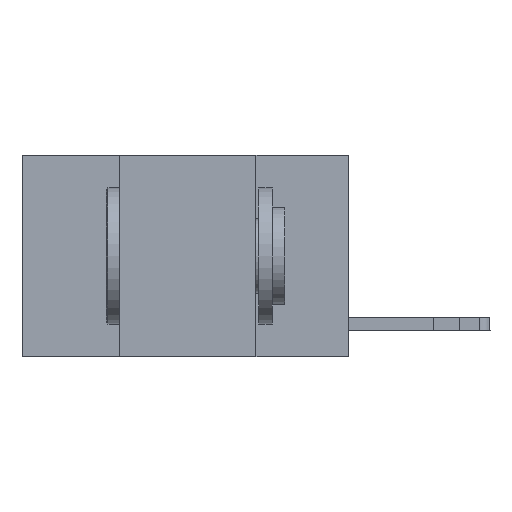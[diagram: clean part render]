
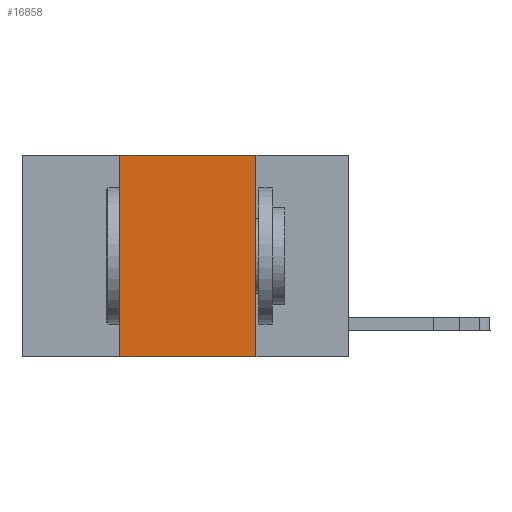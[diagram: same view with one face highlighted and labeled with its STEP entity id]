
A CAD part, left-side view. The second image highlights one B-rep face of the part: STEP entity #16858.
In plain terms, the highlighted planar face has unit normal (-1, 0, 0).
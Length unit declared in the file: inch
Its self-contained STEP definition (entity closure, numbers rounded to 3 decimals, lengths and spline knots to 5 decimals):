
#694 = EDGE_CURVE ( 'NONE', #13007, #1801, #17330, .T. ) ;
#903 = CARTESIAN_POINT ( 'NONE',  ( 0., 0.6, -0.37 ) ) ;
#1382 = CARTESIAN_POINT ( 'NONE',  ( 0., 0.42, 0. ) ) ;
#1502 = VERTEX_POINT ( 'NONE', #5470 ) ;
#1674 = VECTOR ( 'NONE', #4169, 39.37008 ) ;
#1801 = VERTEX_POINT ( 'NONE', #1382 ) ;
#2202 = VERTEX_POINT ( 'NONE', #6303 ) ;
#2997 = DIRECTION ( 'NONE',  ( 0., 0., -1. ) ) ;
#3786 = CARTESIAN_POINT ( 'NONE',  ( 0., 0.42, -0.37 ) ) ;
#4169 = DIRECTION ( 'NONE',  ( 0., -1., 0. ) ) ;
#4466 = CARTESIAN_POINT ( 'NONE',  ( 0., 0.17, 0. ) ) ;
#4534 = ORIENTED_EDGE ( 'NONE', *, *, #694, .F. ) ;
#5470 = CARTESIAN_POINT ( 'NONE',  ( 0., 0.17, 0. ) ) ;
#5902 = EDGE_CURVE ( 'NONE', #13007, #2202, #17771, .T. ) ;
#6303 = CARTESIAN_POINT ( 'NONE',  ( 0., 0.17, -0.37 ) ) ;
#6868 = VECTOR ( 'NONE', #2997, 39.37008 ) ;
#7891 = VECTOR ( 'NONE', #11248, 39.37008 ) ;
#8482 = CARTESIAN_POINT ( 'NONE',  ( 0., 0.42, 0. ) ) ;
#9453 = ORIENTED_EDGE ( 'NONE', *, *, #5902, .T. ) ;
#9467 = LINE ( 'NONE', #16368, #7891 ) ;
#10626 = DIRECTION ( 'NONE',  ( 0., 0., 1. ) ) ;
#11248 = DIRECTION ( 'NONE',  ( 0., -1., 0. ) ) ;
#11457 = LINE ( 'NONE', #4466, #6868 ) ;
#12181 = ORIENTED_EDGE ( 'NONE', *, *, #14009, .F. ) ;
#12377 = DIRECTION ( 'NONE',  ( 0., 0., -1. ) ) ;
#13007 = VERTEX_POINT ( 'NONE', #3786 ) ;
#14009 = EDGE_CURVE ( 'NONE', #1502, #2202, #11457, .T. ) ;
#15430 = DIRECTION ( 'NONE',  ( 1., 0., 0. ) ) ;
#16368 = CARTESIAN_POINT ( 'NONE',  ( 0., 0.6, 0. ) ) ;
#16858 = ADVANCED_FACE ( 'NONE', ( #17482 ), #22228, .F. ) ;
#17330 = LINE ( 'NONE', #8482, #21883 ) ;
#17482 = FACE_OUTER_BOUND ( 'NONE', #22029, .T. ) ;
#17771 = LINE ( 'NONE', #903, #1674 ) ;
#18301 = AXIS2_PLACEMENT_3D ( 'NONE', #20654, #15430, #12377 ) ;
#18389 = ORIENTED_EDGE ( 'NONE', *, *, #20658, .F. ) ;
#20654 = CARTESIAN_POINT ( 'NONE',  ( 0., 0.6, 0. ) ) ;
#20658 = EDGE_CURVE ( 'NONE', #1801, #1502, #9467, .T. ) ;
#21883 = VECTOR ( 'NONE', #10626, 39.37008 ) ;
#22029 = EDGE_LOOP ( 'NONE', ( #12181, #18389, #4534, #9453 ) ) ;
#22228 = PLANE ( 'NONE',  #18301 ) ;
